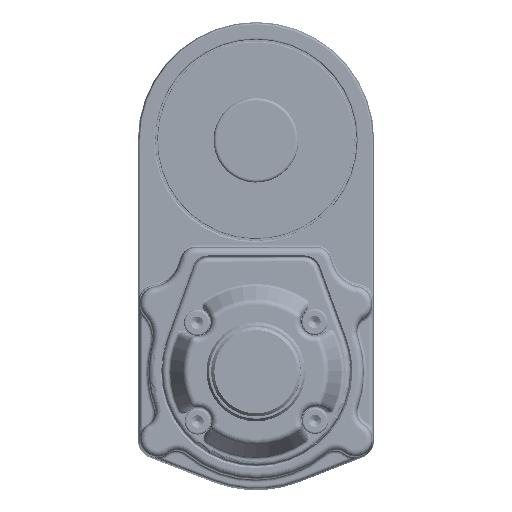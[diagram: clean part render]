
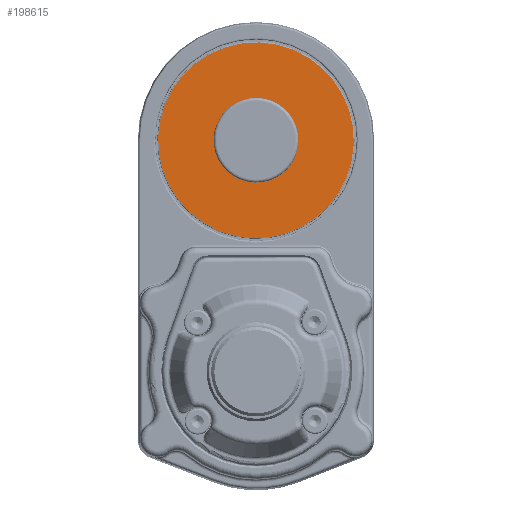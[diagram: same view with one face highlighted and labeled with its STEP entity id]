
A CAD part, front view. The second image highlights one B-rep face of the part: STEP entity #198615.
In plain terms, the highlighted planar face has unit normal (0, -1, 0).
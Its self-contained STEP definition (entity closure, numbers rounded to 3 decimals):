
#344 = CIRCLE ( 'NONE', #150176, 13.75 ) ;
#1983 = CARTESIAN_POINT ( 'NONE',  ( -13.45, -113.5, 77.859 ) ) ;
#5996 = DIRECTION ( 'NONE',  ( 0.978, 0., -0.208 ) ) ;
#9392 = CARTESIAN_POINT ( 'NONE',  ( 31.007, -113.5, 68.409 ) ) ;
#27693 = DIRECTION ( 'NONE',  ( 0., 1., 0. ) ) ;
#42833 = EDGE_CURVE ( 'NONE', #69749, #231780, #219081, .T. ) ;
#44149 = CARTESIAN_POINT ( 'NONE',  ( 0., -113.5, 75. ) ) ;
#55846 = EDGE_CURVE ( 'NONE', #203183, #160225, #187230, .T. ) ;
#57345 = CIRCLE ( 'NONE', #135993, 31.7 ) ;
#69749 = VERTEX_POINT ( 'NONE', #1983 ) ;
#71064 = CARTESIAN_POINT ( 'NONE',  ( -31.007, -113.5, 81.591 ) ) ;
#77631 = CARTESIAN_POINT ( 'NONE',  ( 13.45, -113.5, 72.141 ) ) ;
#79378 = DIRECTION ( 'NONE',  ( 0.978, 0., -0.208 ) ) ;
#82943 = EDGE_CURVE ( 'NONE', #160225, #203183, #57345, .T. ) ;
#83086 = ORIENTED_EDGE ( 'NONE', *, *, #55846, .T. ) ;
#92232 = DIRECTION ( 'NONE',  ( 0.978, 0., -0.208 ) ) ;
#94185 = ORIENTED_EDGE ( 'NONE', *, *, #82943, .T. ) ;
#98110 = DIRECTION ( 'NONE',  ( 0., -1., 0. ) ) ;
#99357 = AXIS2_PLACEMENT_3D ( 'NONE', #206945, #98110, #79378 ) ;
#116832 = FACE_OUTER_BOUND ( 'NONE', #211364, .T. ) ;
#118663 = EDGE_LOOP ( 'NONE', ( #209527, #174960 ) ) ;
#119127 = PLANE ( 'NONE',  #147844 ) ;
#129722 = DIRECTION ( 'NONE',  ( 0., -1., 0. ) ) ;
#135993 = AXIS2_PLACEMENT_3D ( 'NONE', #197677, #129722, #92232 ) ;
#147844 = AXIS2_PLACEMENT_3D ( 'NONE', #44149, #27693, #172997 ) ;
#150176 = AXIS2_PLACEMENT_3D ( 'NONE', #150186, #168904, #5996 ) ;
#150186 = CARTESIAN_POINT ( 'NONE',  ( 0., -113.5, 75. ) ) ;
#160225 = VERTEX_POINT ( 'NONE', #9392 ) ;
#163947 = DIRECTION ( 'NONE',  ( 0.978, 0., -0.208 ) ) ;
#165111 = DIRECTION ( 'NONE',  ( 0., -1., 0. ) ) ;
#168539 = AXIS2_PLACEMENT_3D ( 'NONE', #195572, #165111, #163947 ) ;
#168904 = DIRECTION ( 'NONE',  ( 0., -1., 0. ) ) ;
#172993 = EDGE_CURVE ( 'NONE', #231780, #69749, #344, .T. ) ;
#172997 = DIRECTION ( 'NONE',  ( 0.978, 0., -0.208 ) ) ;
#174960 = ORIENTED_EDGE ( 'NONE', *, *, #42833, .F. ) ;
#187230 = CIRCLE ( 'NONE', #168539, 31.7 ) ;
#188229 = FACE_BOUND ( 'NONE', #118663, .T. ) ;
#195572 = CARTESIAN_POINT ( 'NONE',  ( 0., -113.5, 75. ) ) ;
#197677 = CARTESIAN_POINT ( 'NONE',  ( 0., -113.5, 75. ) ) ;
#198615 = ADVANCED_FACE ( 'NONE', ( #116832, #188229 ), #119127, .F. ) ;
#203183 = VERTEX_POINT ( 'NONE', #71064 ) ;
#206945 = CARTESIAN_POINT ( 'NONE',  ( 0., -113.5, 75. ) ) ;
#209527 = ORIENTED_EDGE ( 'NONE', *, *, #172993, .F. ) ;
#211364 = EDGE_LOOP ( 'NONE', ( #94185, #83086 ) ) ;
#219081 = CIRCLE ( 'NONE', #99357, 13.75 ) ;
#231780 = VERTEX_POINT ( 'NONE', #77631 ) ;
